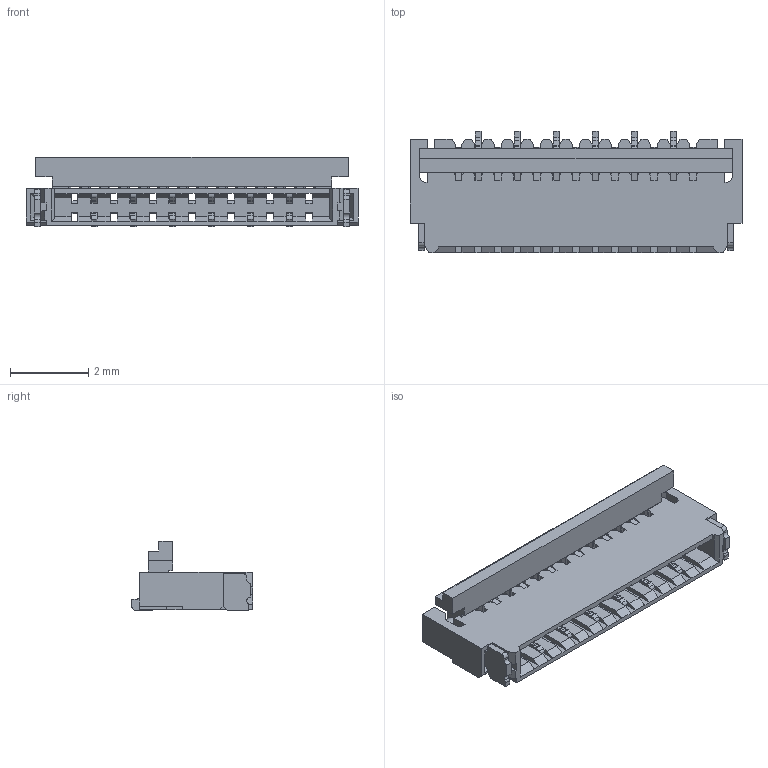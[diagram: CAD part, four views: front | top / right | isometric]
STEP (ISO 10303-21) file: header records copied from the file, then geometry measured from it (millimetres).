
FILE_DESCRIPTION(/* description */ ('Unknown'),/* implementation_level */ '2;1');
FILE_NAME(/* name */ '686106189122',/* time_stamp */ '2021-05-24T11:39:46+02:00',/* author */ ('Unknown'),/* organization */ ('Unknown'),/* preprocessor_version */ 'ST-DEVELOPER v16.7',/* originating_system */ 'Solid Edge',/* authorisation */ 'Unknown');
FILE_SCHEMA (('AUTOMOTIVE_DESIGN {1 0 10303 214 3 1 1}'));
Length unit declared in the file: millimetre
Products named in the file (5): 6861xx189122; 686106189122; 6861xx189122_Pin; 6861xx189122_PadSoud; 686106189122_Cover
Assembly tree (10 placements, depth 2):
  6861xx189122
    686106189122
    6861xx189122_Pin  x6
    6861xx189122_PadSoud  x2
    686106189122_Cover
Bounding box: 8.5 x 3.1 x 1.78 mm (x, y, z)
Volume: 17 mm3; surface area: 184.1 mm2
Topology: 10 solids, 10 shells, 1288 faces, 3900 edges, 2580 vertices
Faces by surface type: plane 915, cylinder 373
Full cylindrical faces by diameter (mm): 0.44 x2
Entity records: 29442 total; most frequent: ORIENTED_EDGE 5292, CARTESIAN_POINT 5264, DIRECTION 4689, EDGE_CURVE 2646, LINE 2341, VECTOR 2341, VERTEX_POINT 1745, AXIS2_PLACEMENT_3D 1174
